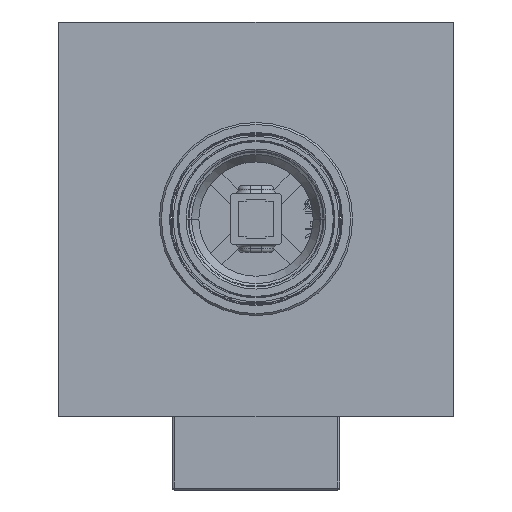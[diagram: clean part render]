
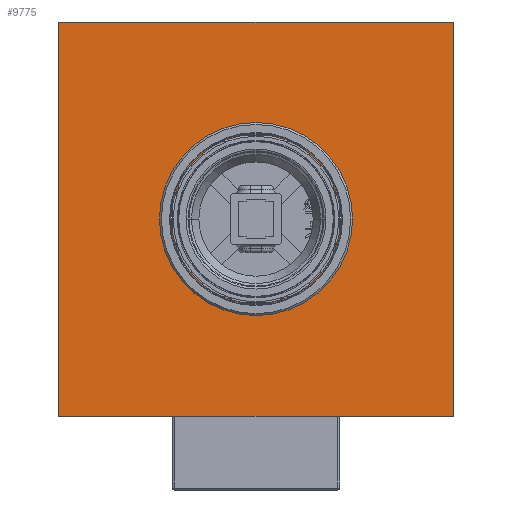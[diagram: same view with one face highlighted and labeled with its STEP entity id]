
A CAD part, front view. The second image highlights one B-rep face of the part: STEP entity #9775.
In plain terms, the highlighted face is planar.
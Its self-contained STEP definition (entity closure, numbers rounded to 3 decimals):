
#9654=CARTESIAN_POINT('',(0.,0.,0.));
#9655=DIRECTION('',(0.,0.,-1.));
#9656=DIRECTION('',(1.,0.,0.));
#9657=AXIS2_PLACEMENT_3D('',#9654,#9655,#9656);
#9659=CARTESIAN_POINT('',(0.,0.,0.));
#9660=DIRECTION('',(0.,0.,-1.));
#9661=DIRECTION('',(-1.,0.,0.));
#9662=AXIS2_PLACEMENT_3D('',#9659,#9660,#9661);
#9664=DIRECTION('',(0.,-1.,0.));
#9665=VECTOR('',#9664,100.);
#9666=CARTESIAN_POINT('',(-50.,50.,0.));
#9667=LINE('',#9666,#9665);
#9668=DIRECTION('',(1.,0.,0.));
#9669=VECTOR('',#9668,100.);
#9670=CARTESIAN_POINT('',(-50.,-50.,0.));
#9671=LINE('',#9670,#9669);
#9672=DIRECTION('',(0.,1.,0.));
#9673=VECTOR('',#9672,100.);
#9674=CARTESIAN_POINT('',(50.,-50.,0.));
#9675=LINE('',#9674,#9673);
#9676=DIRECTION('',(-1.,0.,0.));
#9677=VECTOR('',#9676,100.);
#9678=CARTESIAN_POINT('',(50.,50.,0.));
#9679=LINE('',#9678,#9677);
#9730=CARTESIAN_POINT('',(21.5,0.,0.));
#9731=CARTESIAN_POINT('',(-21.5,0.,0.));
#9732=VERTEX_POINT('',#9730);
#9733=VERTEX_POINT('',#9731);
#9734=CARTESIAN_POINT('',(-50.,50.,0.));
#9735=CARTESIAN_POINT('',(-50.,-50.,0.));
#9736=VERTEX_POINT('',#9734);
#9737=VERTEX_POINT('',#9735);
#9738=CARTESIAN_POINT('',(50.,-50.,0.));
#9739=VERTEX_POINT('',#9738);
#9740=CARTESIAN_POINT('',(50.,50.,0.));
#9741=VERTEX_POINT('',#9740);
#9754=CARTESIAN_POINT('',(0.,0.,0.));
#9755=DIRECTION('',(0.,0.,1.));
#9756=DIRECTION('',(1.,0.,0.));
#9757=AXIS2_PLACEMENT_3D('',#9754,#9755,#9756);
#9758=PLANE('',#9757);
#9760=ORIENTED_EDGE('',*,*,#9759,.T.);
#9762=ORIENTED_EDGE('',*,*,#9761,.T.);
#9764=ORIENTED_EDGE('',*,*,#9763,.T.);
#9766=ORIENTED_EDGE('',*,*,#9765,.T.);
#9767=EDGE_LOOP('',(#9760,#9762,#9764,#9766));
#9768=FACE_OUTER_BOUND('',#9767,.F.);
#9770=ORIENTED_EDGE('',*,*,#9769,.T.);
#9772=ORIENTED_EDGE('',*,*,#9771,.T.);
#9773=EDGE_LOOP('',(#9770,#9772));
#9774=FACE_BOUND('',#9773,.F.);
#9775=ADVANCED_FACE('',(#9768,#9774),#9758,.F.);
#9658=CIRCLE('',#9657,21.5);
#9663=CIRCLE('',#9662,21.5);
#9759=EDGE_CURVE('',#9736,#9737,#9667,.T.);
#9761=EDGE_CURVE('',#9737,#9739,#9671,.T.);
#9763=EDGE_CURVE('',#9739,#9741,#9675,.T.);
#9765=EDGE_CURVE('',#9741,#9736,#9679,.T.);
#9769=EDGE_CURVE('',#9732,#9733,#9658,.T.);
#9771=EDGE_CURVE('',#9733,#9732,#9663,.T.);
